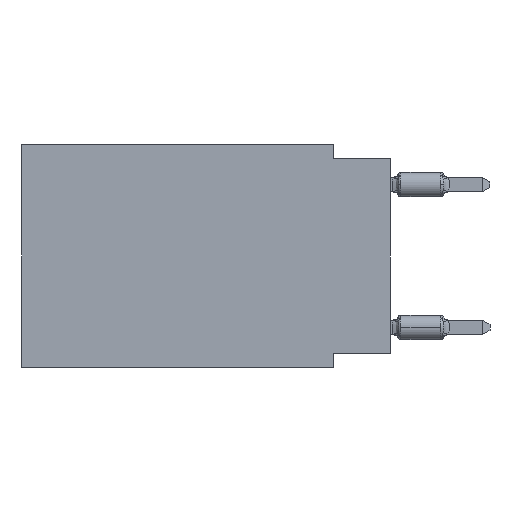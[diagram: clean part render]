
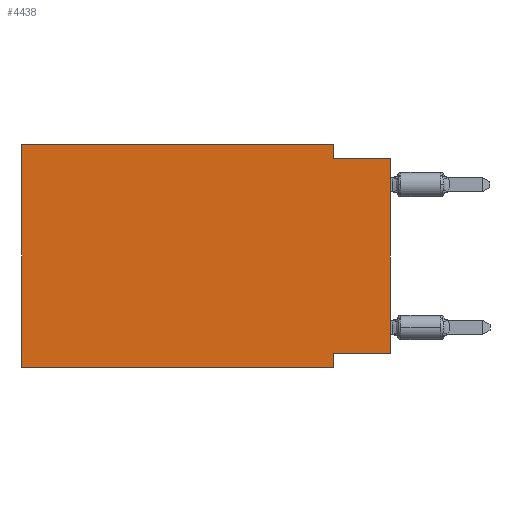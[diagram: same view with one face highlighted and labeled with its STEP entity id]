
A CAD part, left-side view. The second image highlights one B-rep face of the part: STEP entity #4438.
In plain terms, the highlighted planar face has unit normal (-1, 0, 0).
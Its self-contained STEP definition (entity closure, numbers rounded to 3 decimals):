
#96 = CARTESIAN_POINT ( 'NONE',  ( 0., 0., 0. ) ) ;
#260 = VERTEX_POINT ( 'NONE', #14816 ) ;
#286 = ORIENTED_EDGE ( 'NONE', *, *, #8331, .T. ) ;
#442 = DIRECTION ( 'NONE',  ( 0., -1., 0. ) ) ;
#721 = EDGE_CURVE ( 'NONE', #19778, #260, #19880, .T. ) ;
#778 = VERTEX_POINT ( 'NONE', #820 ) ;
#820 = CARTESIAN_POINT ( 'NONE',  ( 0., 2.54, -9.271 ) ) ;
#1337 = ORIENTED_EDGE ( 'NONE', *, *, #9362, .F. ) ;
#1786 = ORIENTED_EDGE ( 'NONE', *, *, #2883, .F. ) ;
#2883 = EDGE_CURVE ( 'NONE', #778, #11919, #11872, .T. ) ;
#2920 = VERTEX_POINT ( 'NONE', #8807 ) ;
#3452 = CARTESIAN_POINT ( 'NONE',  ( 0., 16.383, 0. ) ) ;
#3527 = VECTOR ( 'NONE', #17403, 1000. ) ;
#4069 = CARTESIAN_POINT ( 'NONE',  ( 0., 16.383, 0. ) ) ;
#4361 = ORIENTED_EDGE ( 'NONE', *, *, #14807, .F. ) ;
#4397 = VERTEX_POINT ( 'NONE', #11796 ) ;
#4438 = ADVANCED_FACE ( 'NONE', ( #18133 ), #5478, .F. ) ;
#4685 = DIRECTION ( 'NONE',  ( 0., 0., 1. ) ) ;
#4864 = ORIENTED_EDGE ( 'NONE', *, *, #6362, .F. ) ;
#4915 = ORIENTED_EDGE ( 'NONE', *, *, #12572, .F. ) ;
#4948 = CARTESIAN_POINT ( 'NONE',  ( 0., 16.383, 0. ) ) ;
#5315 = EDGE_LOOP ( 'NONE', ( #286, #1337, #14225, #4864, #4915, #15619, #1786, #4361 ) ) ;
#5478 = PLANE ( 'NONE',  #11918 ) ;
#5975 = VECTOR ( 'NONE', #7079, 1000. ) ;
#6309 = LINE ( 'NONE', #15505, #10472 ) ;
#6362 = EDGE_CURVE ( 'NONE', #2920, #19778, #18918, .T. ) ;
#6626 = VERTEX_POINT ( 'NONE', #11317 ) ;
#6757 = CARTESIAN_POINT ( 'NONE',  ( 0., 2.54, -9.906 ) ) ;
#7079 = DIRECTION ( 'NONE',  ( 0., 0., -1. ) ) ;
#7224 = CARTESIAN_POINT ( 'NONE',  ( 0., 2.54, 0. ) ) ;
#7837 = VECTOR ( 'NONE', #9546, 1000. ) ;
#8331 = EDGE_CURVE ( 'NONE', #16035, #6626, #10977, .T. ) ;
#8703 = CARTESIAN_POINT ( 'NONE',  ( 0., 2.54, -9.906 ) ) ;
#8807 = CARTESIAN_POINT ( 'NONE',  ( 0., 16.383, 0. ) ) ;
#8832 = DIRECTION ( 'NONE',  ( 1., 0., 0. ) ) ;
#8964 = DIRECTION ( 'NONE',  ( 0., 1., 0. ) ) ;
#9362 = EDGE_CURVE ( 'NONE', #260, #6626, #9802, .T. ) ;
#9546 = DIRECTION ( 'NONE',  ( 0., 0., 1. ) ) ;
#9788 = VECTOR ( 'NONE', #442, 1000. ) ;
#9802 = LINE ( 'NONE', #17487, #9788 ) ;
#10068 = CARTESIAN_POINT ( 'NONE',  ( 0., 16.383, -9.906 ) ) ;
#10472 = VECTOR ( 'NONE', #8964, 1000. ) ;
#10702 = VECTOR ( 'NONE', #17939, 1000. ) ;
#10977 = LINE ( 'NONE', #96, #14335 ) ;
#11317 = CARTESIAN_POINT ( 'NONE',  ( 0., 0., -0.635 ) ) ;
#11376 = LINE ( 'NONE', #3452, #7837 ) ;
#11701 = LINE ( 'NONE', #10068, #10702 ) ;
#11796 = CARTESIAN_POINT ( 'NONE',  ( 0., 16.383, -9.906 ) ) ;
#11872 = LINE ( 'NONE', #8703, #5975 ) ;
#11918 = AXIS2_PLACEMENT_3D ( 'NONE', #4069, #8832, #14769 ) ;
#11919 = VERTEX_POINT ( 'NONE', #6757 ) ;
#12405 = CARTESIAN_POINT ( 'NONE',  ( 0., 0., -9.271 ) ) ;
#12572 = EDGE_CURVE ( 'NONE', #4397, #2920, #11376, .T. ) ;
#14225 = ORIENTED_EDGE ( 'NONE', *, *, #721, .F. ) ;
#14335 = VECTOR ( 'NONE', #4685, 1000. ) ;
#14769 = DIRECTION ( 'NONE',  ( 0., 0., -1. ) ) ;
#14783 = VECTOR ( 'NONE', #18160, 1000. ) ;
#14807 = EDGE_CURVE ( 'NONE', #16035, #778, #6309, .T. ) ;
#14816 = CARTESIAN_POINT ( 'NONE',  ( 0., 2.54, -0.635 ) ) ;
#15505 = CARTESIAN_POINT ( 'NONE',  ( 0., 0., -9.271 ) ) ;
#15619 = ORIENTED_EDGE ( 'NONE', *, *, #17331, .T. ) ;
#16035 = VERTEX_POINT ( 'NONE', #12405 ) ;
#17331 = EDGE_CURVE ( 'NONE', #4397, #11919, #11701, .T. ) ;
#17403 = DIRECTION ( 'NONE',  ( 0., -1., 0. ) ) ;
#17487 = CARTESIAN_POINT ( 'NONE',  ( 0., 0., -0.635 ) ) ;
#17939 = DIRECTION ( 'NONE',  ( 0., -1., 0. ) ) ;
#18060 = CARTESIAN_POINT ( 'NONE',  ( 0., 2.54, 0. ) ) ;
#18133 = FACE_OUTER_BOUND ( 'NONE', #5315, .T. ) ;
#18160 = DIRECTION ( 'NONE',  ( 0., 0., -1. ) ) ;
#18918 = LINE ( 'NONE', #4948, #3527 ) ;
#19778 = VERTEX_POINT ( 'NONE', #7224 ) ;
#19880 = LINE ( 'NONE', #18060, #14783 ) ;
